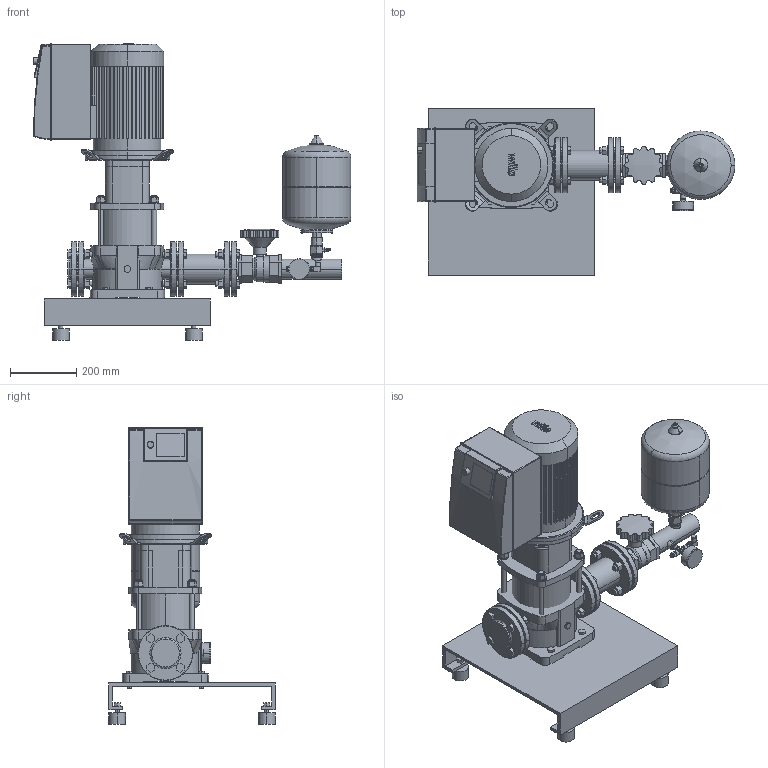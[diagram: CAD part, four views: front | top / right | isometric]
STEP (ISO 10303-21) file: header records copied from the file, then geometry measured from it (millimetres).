
FILE_DESCRIPTION((''),'2;1');
FILE_NAME('3d_SiBoostSmart1HelixVE2202-4-2540874.stp','2015-08-24T10:46:17',(''),(''),'Mechanical Desktop 2009','Mechanical Desktop 2009',', , ');
FILE_SCHEMA(('CONFIG_CONTROL_DESIGN'));
Length unit declared in the file: millimetre
Products named in the file (1): Product
Bounding box: 957 x 500 x 894 mm (x, y, z)
Volume: 51674398.7 mm3; surface area: 3400895.2 mm2
Topology: 59 solids, 59 shells, 1600 faces, 3926 edges, 2550 vertices
Faces by surface type: plane 584, cylinder 467, bspline 374, cone 90, torus 72, sphere 13
Entity records: 53215 total; most frequent: CARTESIAN_POINT 15463, ORIENTED_EDGE 7832, DIRECTION 7737, EDGE_CURVE 3916, AXIS2_PLACEMENT_3D 2783, VERTEX_POINT 2550, VECTOR 2171, LINE 2171
